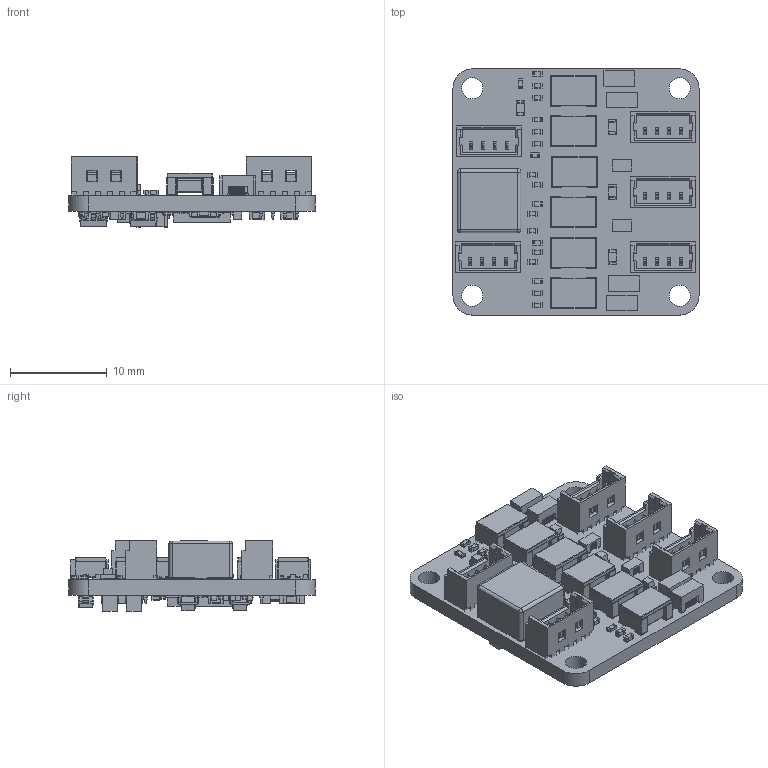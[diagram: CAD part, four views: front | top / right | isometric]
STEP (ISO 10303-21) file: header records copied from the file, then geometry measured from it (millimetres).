
FILE_DESCRIPTION(/* description */ (''),/* implementation_level */ '2;1');
FILE_NAME(/* name */ '3PortSwitchBlox v1.step',/* time_stamp */ '2020-05-16T13:41:24+02:00',/* author */ (''),/* organization */ (''),/* preprocessor_version */ 'ST-DEVELOPER v18.1',/* originating_system */ 'Autodesk Translation Framework v9.3.0.1241',/* authorisation */ '');
FILE_SCHEMA (('AUTOMOTIVE_DESIGN { 1 0 10303 214 3 1 1 }'));
Products named in the file (36): 3PortSwitchBlox; L_Wuerth_MAPI-3020; SOLID (2); SM453229-231N7Y; COMPOUND; C_1206_3216Metric; SOLID (3); D_SOD-123; SOLID (7); LED_0603_1608Metric; SOLID (4); 530470410; COMPOUND (1); SOT-23-6; SOLID (8); SOT-23-5; SOLID (9); QFN-48-1EP_6x6mm_P0.4mm_EP4.3x4.3mm; SOLID (11); Crystal_SMD_SeikoEpson_TSX3225-4Pin_3.2x2.5mm; SOLID (10); C_0402_1005Metric; SOLID (1); R_0402_1005Metric; SOLID (6); srf3216; SOLID (12); srf2012a; COMPOUND (2); D_SOD-123F; SOLID (13); C_0603_1608Metric; SOLID; R_0603_1608Metric; SOLID (5); COMPOUND (3)
Assembly tree (94 placements, depth 3):
  3PortSwitchBlox
    SM453229-231N7Y  x6
      COMPOUND
    C_0603_1608Metric  x11
      SOLID
    C_0402_1005Metric  x19
      SOLID (1)
    L_Wuerth_MAPI-3020
      SOLID (2)
    C_1206_3216Metric  x2
      SOLID (3)
    D_SOD-123
      SOLID (7)
    LED_0603_1608Metric  x4
      SOLID (4)
    530470410  x5
      COMPOUND (1)
    R_0603_1608Metric  x2
      SOLID (5)
    R_0402_1005Metric  x14
      SOLID (6)
    SOT-23-6
      SOLID (8)
    SOT-23-5
      SOLID (9)
    QFN-48-1EP_6x6mm_P0.4mm_EP4.3x4.3mm
      SOLID (11)
    Crystal_SMD_SeikoEpson_TSX3225-4Pin_3.2x2.5mm
      SOLID (10)
    srf3216  x4
      SOLID (12)
    srf2012a  x2
      COMPOUND (2)
    D_SOD-123F
      SOLID (13)
    COMPOUND (3)
Bounding box: 25.5 x 25.5 x 7.28 mm (x, y, z)
Volume: 1755.3 mm3; surface area: 4080.9 mm2
Topology: 151 solids, 151 shells, 6563 faces, 16449 edges, 10214 vertices
Faces by surface type: plane 3932, cylinder 1983, sphere 442, bspline 170, cone 18, torus 18
Full cylindrical faces by diameter (mm): 0.4 x1, 0.5 x20, 2.2 x4
Entity records: 63441 total; most frequent: CARTESIAN_POINT 14057, DIRECTION 9927, ORIENTED_EDGE 9832, EDGE_CURVE 4916, LINE 3877, VECTOR 3877, VERTEX_POINT 3071, AXIS2_PLACEMENT_3D 3025
